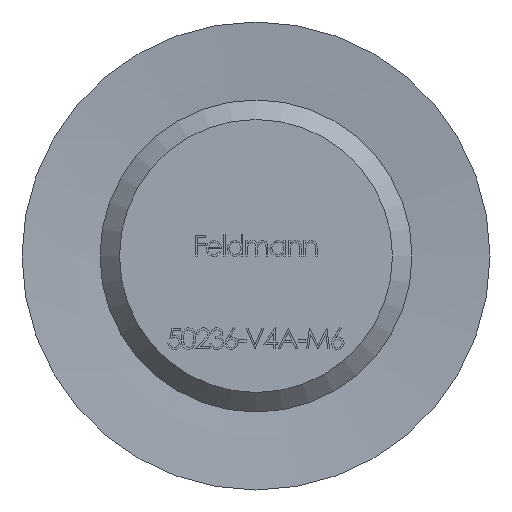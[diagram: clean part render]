
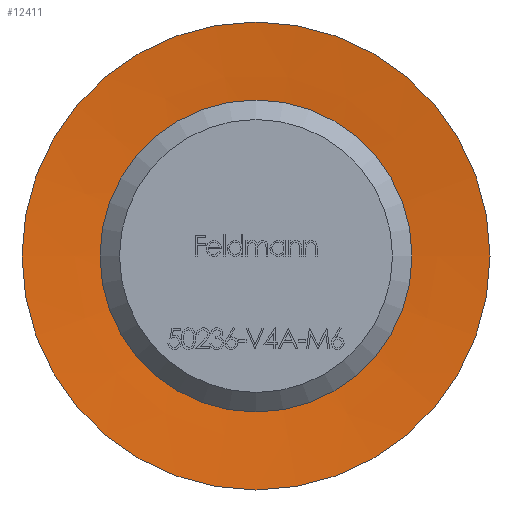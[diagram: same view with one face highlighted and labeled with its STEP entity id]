
A CAD part, front view. The second image highlights one B-rep face of the part: STEP entity #12411.
In plain terms, the highlighted conical face has half-angle 85 degrees and reference radius 3.32 mm.
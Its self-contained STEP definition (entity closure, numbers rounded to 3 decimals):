
#31 = CARTESIAN_POINT ( 'NONE',  ( 6., 0., 0. ) ) ;
#870 = CARTESIAN_POINT ( 'NONE',  ( 0., 0.234, 0. ) ) ;
#1293 = CIRCLE ( 'NONE', #11278, 6. ) ;
#1323 = AXIS2_PLACEMENT_3D ( 'NONE', #2206, #11771, #6392 ) ;
#1961 = DIRECTION ( 'NONE',  ( 0., -1., 0. ) ) ;
#2206 = CARTESIAN_POINT ( 'NONE',  ( 0., 0.234, 0. ) ) ;
#2442 = ORIENTED_EDGE ( 'NONE', *, *, #10144, .T. ) ;
#4385 = ORIENTED_EDGE ( 'NONE', *, *, #5258, .F. ) ;
#4838 = CONICAL_SURFACE ( 'NONE', #6028, 3.32, 1.484 ) ;
#5258 = EDGE_CURVE ( 'NONE', #5432, #5432, #7270, .T. ) ;
#5432 = VERTEX_POINT ( 'NONE', #7434 ) ;
#5616 = DIRECTION ( 'NONE',  ( 0., -1., 0. ) ) ;
#6028 = AXIS2_PLACEMENT_3D ( 'NONE', #870, #1961, #7273 ) ;
#6392 = DIRECTION ( 'NONE',  ( 1., 0., 0. ) ) ;
#7270 = CIRCLE ( 'NONE', #1323, 3.32 ) ;
#7273 = DIRECTION ( 'NONE',  ( 1., 0., 0. ) ) ;
#7434 = CARTESIAN_POINT ( 'NONE',  ( 3.32, 0.234, 0. ) ) ;
#9309 = FACE_BOUND ( 'NONE', #12605, .T. ) ;
#9668 = CARTESIAN_POINT ( 'NONE',  ( 0., 0., 0. ) ) ;
#9760 = DIRECTION ( 'NONE',  ( 1., 0., 0. ) ) ;
#9966 = FACE_OUTER_BOUND ( 'NONE', #11460, .T. ) ;
#10144 = EDGE_CURVE ( 'NONE', #12668, #12668, #1293, .T. ) ;
#11278 = AXIS2_PLACEMENT_3D ( 'NONE', #9668, #5616, #9760 ) ;
#11460 = EDGE_LOOP ( 'NONE', ( #2442 ) ) ;
#11771 = DIRECTION ( 'NONE',  ( 0., -1., 0. ) ) ;
#12411 = ADVANCED_FACE ( 'NONE', ( #9966, #9309 ), #4838, .F. ) ;
#12605 = EDGE_LOOP ( 'NONE', ( #4385 ) ) ;
#12668 = VERTEX_POINT ( 'NONE', #31 ) ;
